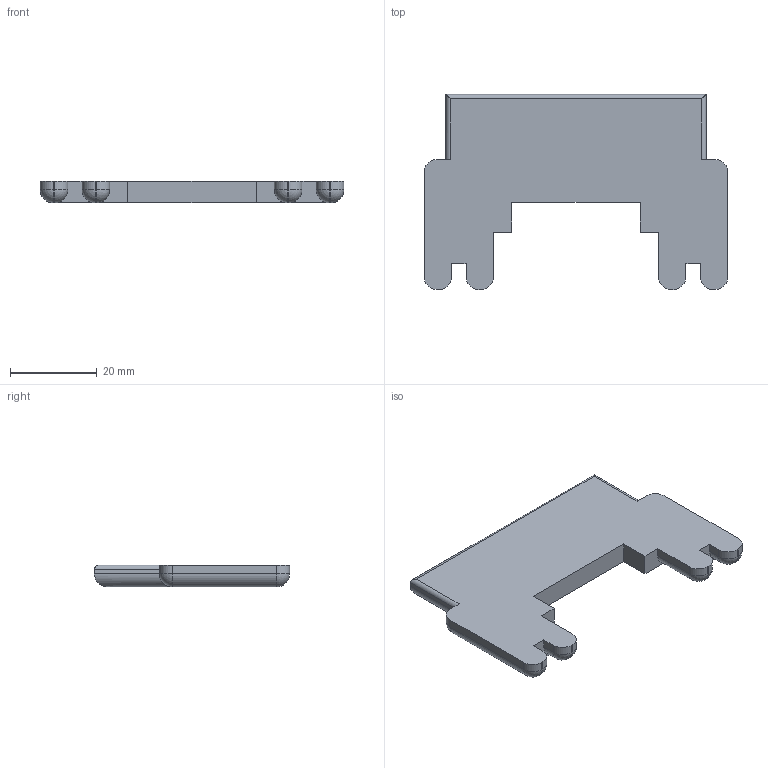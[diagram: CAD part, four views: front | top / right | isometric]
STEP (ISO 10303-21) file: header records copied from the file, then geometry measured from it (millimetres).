
FILE_DESCRIPTION(/* description */ (''),/* implementation_level */ '2;1');
FILE_NAME(/* name */ 'BobSkate_BackHalfPartC.step',/* time_stamp */ '2024-04-30T23:32:37-04:00',/* author */ (''),/* organization */ (''),/* preprocessor_version */ 'ST-DEVELOPER v20',/* originating_system */ 'Autodesk Translation Framework v12.20.1.177',/* authorisation */ '');
FILE_SCHEMA (('AUTOMOTIVE_DESIGN { 1 0 10303 214 3 1 1 }'));
Length unit declared in the file: millimetre
Products named in the file (1): BobSkate_Half2
Bounding box: 70 x 45 x 5 mm (x, y, z)
Volume: 10746.9 mm3; surface area: 5553.2 mm2
Topology: 1 solids, 1 shells, 68 faces, 170 edges, 96 vertices
Faces by surface type: cylinder 30, plane 28, sphere 10
Entity records: 1967 total; most frequent: DIRECTION 356, CARTESIAN_POINT 327, ORIENTED_EDGE 324, EDGE_CURVE 162, AXIS2_PLACEMENT_3D 125, LINE 106, VECTOR 106, VERTEX_POINT 96
